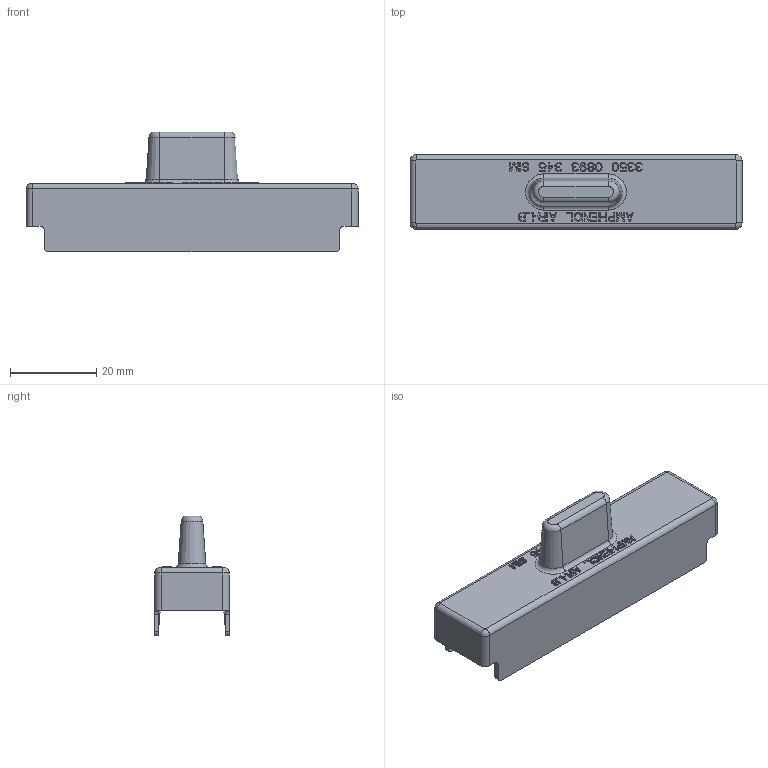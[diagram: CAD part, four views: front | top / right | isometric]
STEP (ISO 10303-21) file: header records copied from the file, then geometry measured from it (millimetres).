
FILE_DESCRIPTION((''),'2;1');
FILE_NAME('3350_0893_345','2020-01-31T',('presta_be4'),(''),'CREO PARAMETRIC BY PTC INC, 2018360','CREO PARAMETRIC BY PTC INC, 2018360','');
FILE_SCHEMA(('CONFIG_CONTROL_DESIGN'));
Length unit declared in the file: millimetre
Products named in the file (1): 3350_0893_345
Bounding box: 77.2 x 17.4 x 27.9 mm (x, y, z)
Volume: 4246.2 mm3; surface area: 8734.8 mm2
Topology: 1 solids, 1 shells, 1018 faces, 2887 edges, 1914 vertices
Faces by surface type: plane 930, cylinder 68, torus 10, bspline 6, cone 4
Entity records: 32555 total; most frequent: CARTESIAN_POINT 6141, ORIENTED_EDGE 5774, DIRECTION 4927, EDGE_CURVE 2887, VECTOR 2727, LINE 2727, VERTEX_POINT 1914, AXIS2_PLACEMENT_3D 1100
